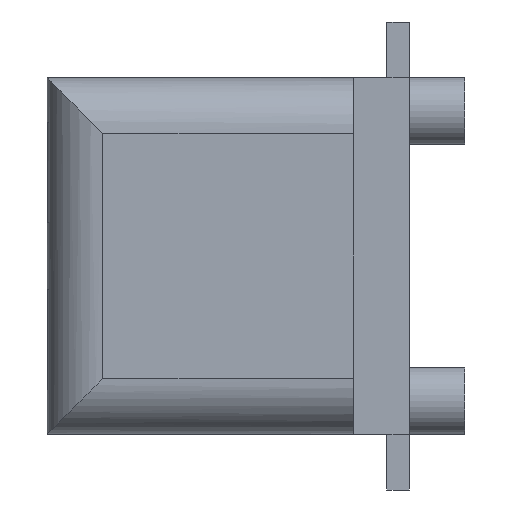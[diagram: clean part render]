
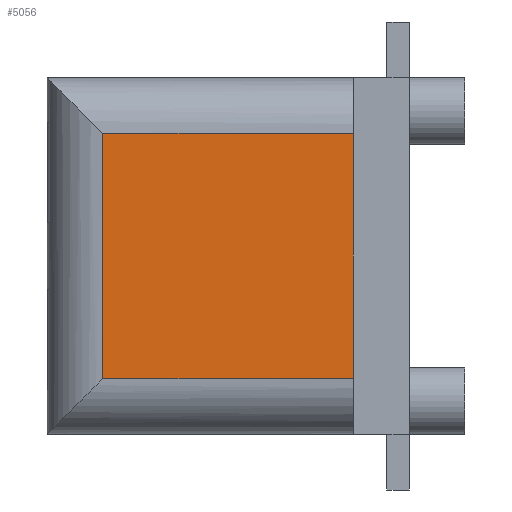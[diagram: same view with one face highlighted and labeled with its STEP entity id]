
A CAD part, left-side view. The second image highlights one B-rep face of the part: STEP entity #5056.
In plain terms, the highlighted planar face has unit normal (-1, 0, 0).
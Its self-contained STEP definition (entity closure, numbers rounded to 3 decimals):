
#455 = CARTESIAN_POINT ( 'NONE',  ( -6.3, 2.75, -1.1 ) ) ;
#525 = LINE ( 'NONE', #4179, #7479 ) ;
#547 = VECTOR ( 'NONE', #7826, 1000. ) ;
#765 = CARTESIAN_POINT ( 'NONE',  ( -6.3, 0.5, -1.1 ) ) ;
#1158 = EDGE_CURVE ( 'NONE', #11998, #12231, #525, .T. ) ;
#1751 = CARTESIAN_POINT ( 'NONE',  ( -6.3, 0.5, 1.1 ) ) ;
#1909 = EDGE_CURVE ( 'NONE', #3674, #11432, #5555, .T. ) ;
#2454 = DIRECTION ( 'NONE',  ( 0., -1., 0. ) ) ;
#2482 = CARTESIAN_POINT ( 'NONE',  ( -6.3, 0.5, 1.1 ) ) ;
#2633 = ORIENTED_EDGE ( 'NONE', *, *, #1158, .T. ) ;
#2808 = EDGE_CURVE ( 'NONE', #12231, #3674, #4621, .T. ) ;
#3674 = VERTEX_POINT ( 'NONE', #9846 ) ;
#4179 = CARTESIAN_POINT ( 'NONE',  ( -6.3, 0.5, -1.6 ) ) ;
#4621 = LINE ( 'NONE', #2482, #13383 ) ;
#4692 = CARTESIAN_POINT ( 'NONE',  ( -6.3, 2.75, -1.6 ) ) ;
#5056 = ADVANCED_FACE ( 'NONE', ( #8556 ), #11573, .F. ) ;
#5068 = DIRECTION ( 'NONE',  ( 0., 0., 1. ) ) ;
#5347 = CARTESIAN_POINT ( 'NONE',  ( -6.3, 0.5, -1.6 ) ) ;
#5555 = LINE ( 'NONE', #4692, #547 ) ;
#6389 = DIRECTION ( 'NONE',  ( 0., 0., -1. ) ) ;
#6461 = CARTESIAN_POINT ( 'NONE',  ( -6.3, 0.5, -1.1 ) ) ;
#7479 = VECTOR ( 'NONE', #5068, 1000. ) ;
#7826 = DIRECTION ( 'NONE',  ( 0., 0., -1. ) ) ;
#8011 = LINE ( 'NONE', #6461, #8667 ) ;
#8394 = EDGE_LOOP ( 'NONE', ( #2633, #12130, #9678, #8476 ) ) ;
#8476 = ORIENTED_EDGE ( 'NONE', *, *, #11248, .T. ) ;
#8556 = FACE_OUTER_BOUND ( 'NONE', #8394, .T. ) ;
#8667 = VECTOR ( 'NONE', #2454, 1000. ) ;
#9678 = ORIENTED_EDGE ( 'NONE', *, *, #1909, .T. ) ;
#9846 = CARTESIAN_POINT ( 'NONE',  ( -6.3, 2.75, 1.1 ) ) ;
#10203 = AXIS2_PLACEMENT_3D ( 'NONE', #5347, #12633, #6389 ) ;
#10714 = DIRECTION ( 'NONE',  ( 0., 1., 0. ) ) ;
#11248 = EDGE_CURVE ( 'NONE', #11432, #11998, #8011, .T. ) ;
#11432 = VERTEX_POINT ( 'NONE', #455 ) ;
#11573 = PLANE ( 'NONE',  #10203 ) ;
#11998 = VERTEX_POINT ( 'NONE', #765 ) ;
#12130 = ORIENTED_EDGE ( 'NONE', *, *, #2808, .T. ) ;
#12231 = VERTEX_POINT ( 'NONE', #1751 ) ;
#12633 = DIRECTION ( 'NONE',  ( 1., 0., 0. ) ) ;
#13383 = VECTOR ( 'NONE', #10714, 1000. ) ;
